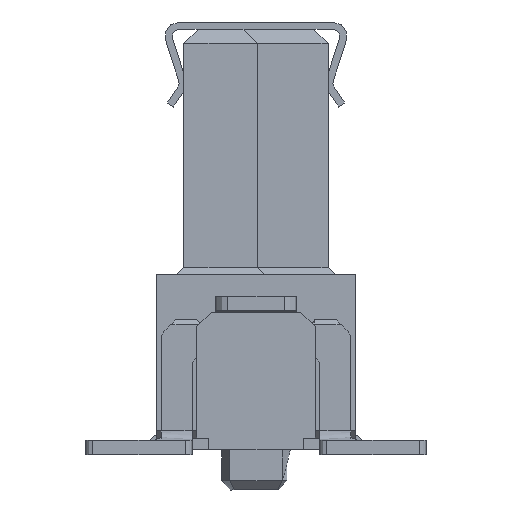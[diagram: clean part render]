
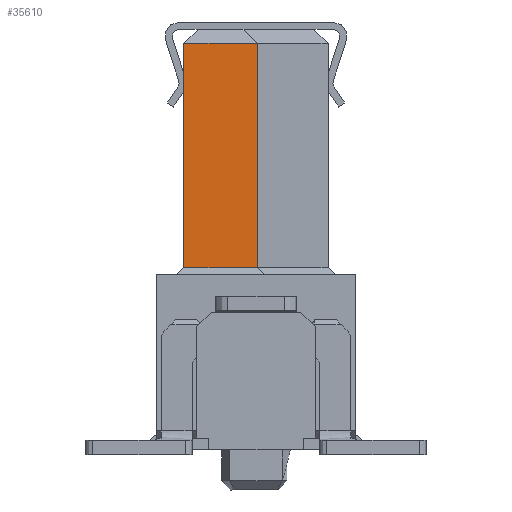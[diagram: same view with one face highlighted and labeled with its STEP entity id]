
A CAD part, left-side view. The second image highlights one B-rep face of the part: STEP entity #35610.
In plain terms, the highlighted planar face has unit normal (-1, 0, 0).
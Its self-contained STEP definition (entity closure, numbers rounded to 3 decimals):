
#29914=CARTESIAN_POINT('',(-11.035,1.525,8.6));
#29915=VERTEX_POINT('',#29914);
#31341=CARTESIAN_POINT('',(-11.035,-0.025,8.6));
#31342=VERTEX_POINT('',#31341);
#32652=CARTESIAN_POINT('',(-11.035,1.525,8.6));
#32653=DIRECTION('',(0.,-1.,0.));
#32654=VECTOR('',#32653,1.55);
#32655=LINE('',#32652,#32654);
#32656=EDGE_CURVE('',#29915,#31342,#32655,.T.);
#33961=CARTESIAN_POINT('',(-11.035,1.525,3.85));
#33962=VERTEX_POINT('',#33961);
#33963=CARTESIAN_POINT('',(-11.035,1.525,3.85));
#33964=DIRECTION('',(0.,0.,1.));
#33965=VECTOR('',#33964,4.75);
#33966=LINE('',#33963,#33965);
#33967=EDGE_CURVE('',#33962,#29915,#33966,.T.);
#35438=CARTESIAN_POINT('',(-11.035,-0.025,3.85));
#35439=VERTEX_POINT('',#35438);
#35440=CARTESIAN_POINT('',(-11.035,-0.025,3.85));
#35441=DIRECTION('',(0.,0.,1.));
#35442=VECTOR('',#35441,4.75);
#35443=LINE('',#35440,#35442);
#35444=EDGE_CURVE('',#35439,#31342,#35443,.T.);
#35594=CARTESIAN_POINT('',(-11.035,-1.525,3.7));
#35595=DIRECTION('',(0.,-1.,0.));
#35596=DIRECTION('',(-1.,0.,0.));
#35597=AXIS2_PLACEMENT_3D('',#35594,#35596,#35595);
#35598=PLANE('',#35597);
#35599=ORIENTED_EDGE('',*,*,#33967,.F.);
#35600=CARTESIAN_POINT('',(-11.035,1.525,3.85));
#35601=DIRECTION('',(0.,-1.,0.));
#35602=VECTOR('',#35601,1.55);
#35603=LINE('',#35600,#35602);
#35604=EDGE_CURVE('',#33962,#35439,#35603,.T.);
#35605=ORIENTED_EDGE('',*,*,#35604,.T.);
#35606=ORIENTED_EDGE('',*,*,#35444,.T.);
#35607=ORIENTED_EDGE('',*,*,#32656,.F.);
#35608=EDGE_LOOP('',(#35599,#35605,#35606,#35607));
#35609=FACE_OUTER_BOUND('',#35608,.T.);
#35610=ADVANCED_FACE('',(#35609),#35598,.T.);
